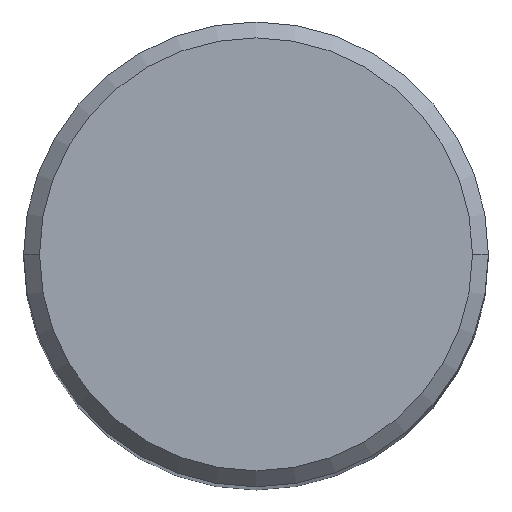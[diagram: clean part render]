
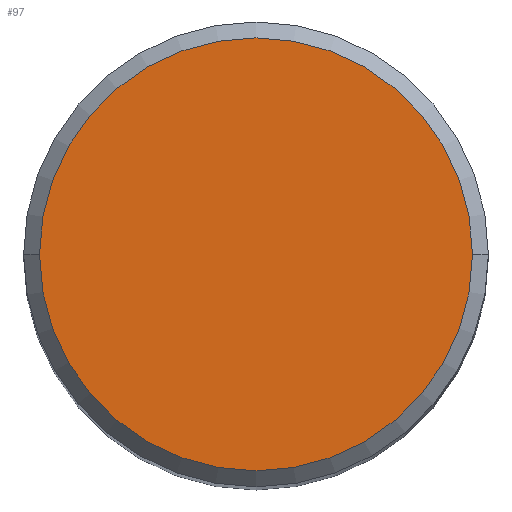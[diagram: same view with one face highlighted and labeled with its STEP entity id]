
A CAD part, top view. The second image highlights one B-rep face of the part: STEP entity #97.
In plain terms, the highlighted planar face has unit normal (0, 0, 1).
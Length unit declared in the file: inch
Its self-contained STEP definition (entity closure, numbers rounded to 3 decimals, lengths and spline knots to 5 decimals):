
#20 = DIRECTION ( 'NONE',  ( 0., 0., 1. ) ) ;
#32 = ORIENTED_EDGE ( 'NONE', *, *, #134, .T. ) ;
#34 = DIRECTION ( 'NONE',  ( 1., 0., 0. ) ) ;
#43 = DIRECTION ( 'NONE',  ( 0., 0., 1. ) ) ;
#95 = DIRECTION ( 'NONE',  ( 1., 0., 0. ) ) ;
#97 = ADVANCED_FACE ( 'NONE', ( #235 ), #201, .T. ) ;
#116 = CARTESIAN_POINT ( 'NONE',  ( 0., 0., 2.5 ) ) ;
#120 = AXIS2_PLACEMENT_3D ( 'NONE', #154, #20, #34 ) ;
#134 = EDGE_CURVE ( 'NONE', #176, #163, #188, .T. ) ;
#140 = DIRECTION ( 'NONE',  ( 1., 0., 0. ) ) ;
#154 = CARTESIAN_POINT ( 'NONE',  ( 0., 0., 2.5 ) ) ;
#163 = VERTEX_POINT ( 'NONE', #259 ) ;
#176 = VERTEX_POINT ( 'NONE', #273 ) ;
#188 = CIRCLE ( 'NONE', #263, 0.20375 ) ;
#201 = PLANE ( 'NONE',  #120 ) ;
#208 = ORIENTED_EDGE ( 'NONE', *, *, #241, .T. ) ;
#230 = AXIS2_PLACEMENT_3D ( 'NONE', #116, #43, #95 ) ;
#235 = FACE_OUTER_BOUND ( 'NONE', #293, .T. ) ;
#241 = EDGE_CURVE ( 'NONE', #163, #176, #299, .T. ) ;
#259 = CARTESIAN_POINT ( 'NONE',  ( -0.20375, 0., 2.5 ) ) ;
#263 = AXIS2_PLACEMENT_3D ( 'NONE', #275, #298, #140 ) ;
#273 = CARTESIAN_POINT ( 'NONE',  ( 0.20375, 0., 2.5 ) ) ;
#275 = CARTESIAN_POINT ( 'NONE',  ( 0., 0., 2.5 ) ) ;
#293 = EDGE_LOOP ( 'NONE', ( #208, #32 ) ) ;
#298 = DIRECTION ( 'NONE',  ( 0., 0., 1. ) ) ;
#299 = CIRCLE ( 'NONE', #230, 0.20375 ) ;
